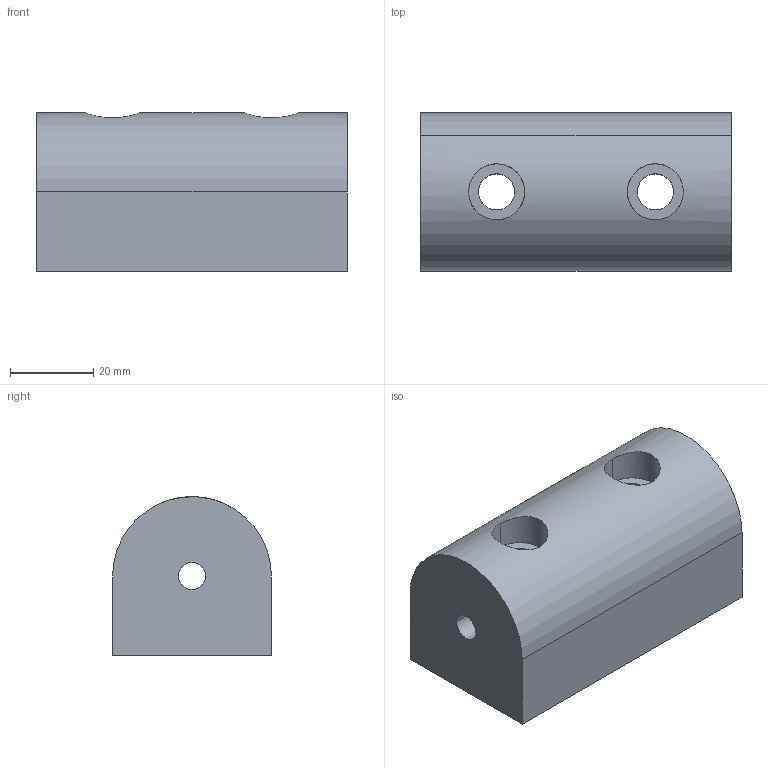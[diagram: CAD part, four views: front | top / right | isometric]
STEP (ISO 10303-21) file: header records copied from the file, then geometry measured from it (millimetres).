
FILE_DESCRIPTION((''),'2;1');
FILE_NAME('15HI8806.stp','2006-03-13T15:36:13',('Shawn Mantel'),('Faztek, LLC'),'Mechanical Desktop 2005','Mechanical Desktop 2005',', , ');
FILE_SCHEMA(('CONFIG_CONTROL_DESIGN'));
Length unit declared in the file: inch
Products named in the file (1): Product
Bounding box: 74.63 x 38.1 x 38.1 mm (x, y, z)
Volume: 88978 mm3; surface area: 15789.4 mm2
Topology: 1 solids, 1 shells, 23 faces, 61 edges, 42 vertices
Faces by surface type: cylinder 16, plane 7
Entity records: 1052 total; most frequent: CARTESIAN_POINT 367, ORIENTED_EDGE 122, DIRECTION 113, EDGE_CURVE 61, AXIS2_PLACEMENT_3D 44, VERTEX_POINT 42, EDGE_LOOP 35, VECTOR 25
